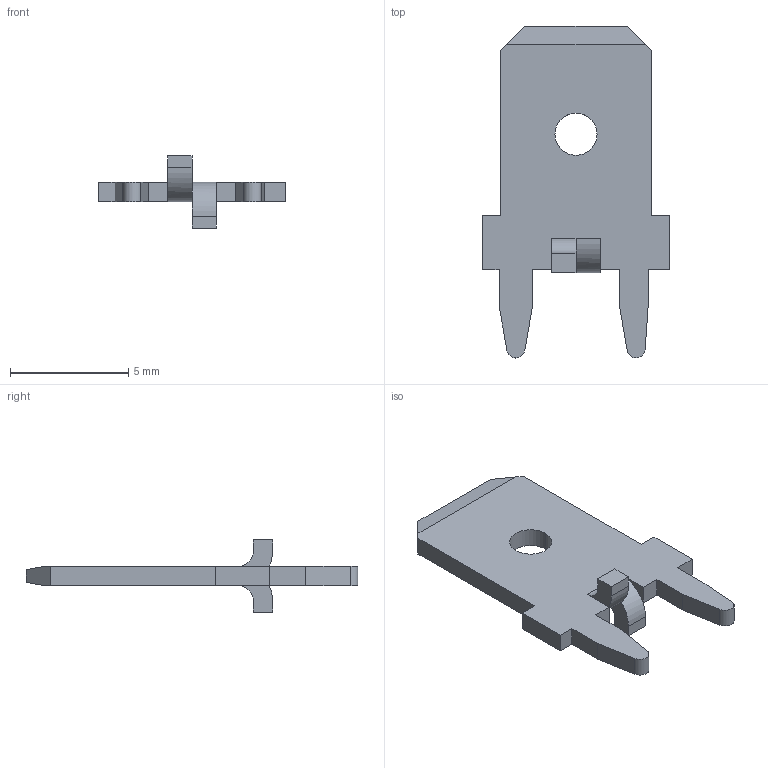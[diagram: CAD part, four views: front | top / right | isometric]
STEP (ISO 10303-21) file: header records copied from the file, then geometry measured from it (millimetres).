
FILE_DESCRIPTION(('STEP AP242'),'1');
FILE_NAME('19705-4201.stp','2022-03-16T06:12:05',('TraceParts'),('TraceParts S.A.'),'Spatial InterOp 3D',' ',' ');
FILE_SCHEMA(('AP242_MANAGED_MODEL_BASED_3D_ENGINEERING_MIM_LF {1 0 10303 442 1 1 4}'));
Length unit declared in the file: millimetre
Products named in the file (1): 19705-4201_1
Bounding box: 7.87 x 14.02 x 3.05 mm (x, y, z)
Volume: 60.6 mm3; surface area: 197.8 mm2
Topology: 1 solids, 1 shells, 45 faces, 125 edges, 83 vertices
Faces by surface type: plane 37, cylinder 8
Entity records: 1451 total; most frequent: CARTESIAN_POINT 253, ORIENTED_EDGE 248, DIRECTION 239, EDGE_CURVE 124, LINE 105, VECTOR 105, VERTEX_POINT 81, AXIS2_PLACEMENT_3D 67
